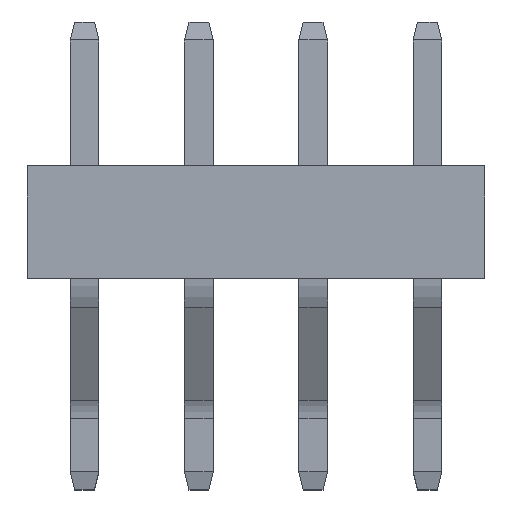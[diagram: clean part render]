
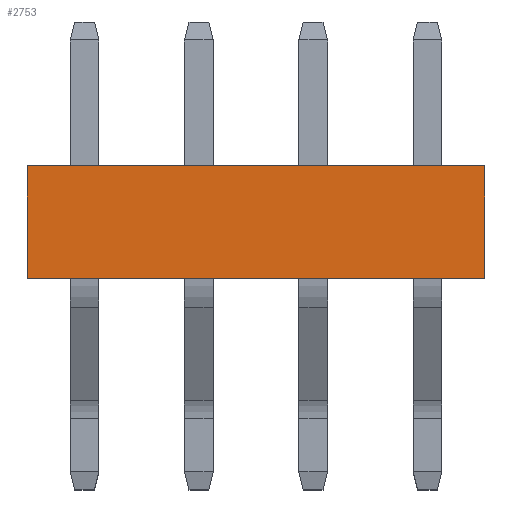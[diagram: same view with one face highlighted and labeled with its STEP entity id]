
A CAD part, top view. The second image highlights one B-rep face of the part: STEP entity #2753.
In plain terms, the highlighted planar face has unit normal (0, 0, 1).
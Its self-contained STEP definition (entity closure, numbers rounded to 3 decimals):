
#1235 = PLANE('',#1236);
#1236 = AXIS2_PLACEMENT_3D('',#1237,#1238,#1239);
#1237 = CARTESIAN_POINT('',(-5.08,-1.25,3.)
  );
#1238 = DIRECTION('',(0.,-1.,0.));
#1239 = DIRECTION('',(0.,0.,-1.));
#1972 = VERTEX_POINT('',#1973);
#1973 = CARTESIAN_POINT('',(5.08,-1.25,3.)
  );
#1987 = PLANE('',#1988);
#1988 = AXIS2_PLACEMENT_3D('',#1989,#1990,#1991);
#1989 = CARTESIAN_POINT('',(5.08,-1.25,
    0.));
#1990 = DIRECTION('',(1.,0.,0.));
#1991 = DIRECTION('',(0.,1.,0.));
#1999 = EDGE_CURVE('',#2000,#1972,#2002,.T.);
#2000 = VERTEX_POINT('',#2001);
#2001 = CARTESIAN_POINT('',(-5.08,-1.25,3.)
  );
#2002 = SURFACE_CURVE('',#2003,(#2007,#2014),.PCURVE_S1.);
#2003 = LINE('',#2004,#2005);
#2004 = CARTESIAN_POINT('',(-5.08,-1.25,3.)
  );
#2005 = VECTOR('',#2006,1.);
#2006 = DIRECTION('',(1.,0.,0.));
#2007 = PCURVE('',#1235,#2008);
#2008 = DEFINITIONAL_REPRESENTATION('',(#2009),#2013);
#2009 = LINE('',#2010,#2011);
#2010 = CARTESIAN_POINT('',(0.,0.));
#2011 = VECTOR('',#2012,1.);
#2012 = DIRECTION('',(0.,1.));
#2013 = ( GEOMETRIC_REPRESENTATION_CONTEXT(2) 
PARAMETRIC_REPRESENTATION_CONTEXT() REPRESENTATION_CONTEXT('2D SPACE',''
  ) );
#2014 = PCURVE('',#2015,#2020);
#2015 = PLANE('',#2016);
#2016 = AXIS2_PLACEMENT_3D('',#2017,#2018,#2019);
#2017 = CARTESIAN_POINT('',(-5.08,-1.25,3.)
  );
#2018 = DIRECTION('',(0.,0.,1.));
#2019 = DIRECTION('',(1.,0.,0.));
#2020 = DEFINITIONAL_REPRESENTATION('',(#2021),#2025);
#2021 = LINE('',#2022,#2023);
#2022 = CARTESIAN_POINT('',(0.,0.));
#2023 = VECTOR('',#2024,1.);
#2024 = DIRECTION('',(1.,0.));
#2025 = ( GEOMETRIC_REPRESENTATION_CONTEXT(2) 
PARAMETRIC_REPRESENTATION_CONTEXT() REPRESENTATION_CONTEXT('2D SPACE',''
  ) );
#2043 = PLANE('',#2044);
#2044 = AXIS2_PLACEMENT_3D('',#2045,#2046,#2047);
#2045 = CARTESIAN_POINT('',(-5.08,-1.25,
    0.));
#2046 = DIRECTION('',(1.,0.,0.));
#2047 = DIRECTION('',(0.,1.,0.));
#2472 = PLANE('',#2473);
#2473 = AXIS2_PLACEMENT_3D('',#2474,#2475,#2476);
#2474 = CARTESIAN_POINT('',(-5.08,1.25,3.)
  );
#2475 = DIRECTION('',(0.,1.,0.));
#2476 = DIRECTION('',(0.,0.,1.));
#2711 = VERTEX_POINT('',#2712);
#2712 = CARTESIAN_POINT('',(5.08,1.25,3.));
#2733 = EDGE_CURVE('',#2711,#1972,#2734,.T.);
#2734 = SURFACE_CURVE('',#2735,(#2739,#2746),.PCURVE_S1.);
#2735 = LINE('',#2736,#2737);
#2736 = CARTESIAN_POINT('',(5.08,-1.25,3.)
  );
#2737 = VECTOR('',#2738,1.);
#2738 = DIRECTION('',(0.,-1.,0.));
#2739 = PCURVE('',#1987,#2740);
#2740 = DEFINITIONAL_REPRESENTATION('',(#2741),#2745);
#2741 = LINE('',#2742,#2743);
#2742 = CARTESIAN_POINT('',(0.,3.));
#2743 = VECTOR('',#2744,1.);
#2744 = DIRECTION('',(-1.,0.));
#2745 = ( GEOMETRIC_REPRESENTATION_CONTEXT(2) 
PARAMETRIC_REPRESENTATION_CONTEXT() REPRESENTATION_CONTEXT('2D SPACE',''
  ) );
#2746 = PCURVE('',#2015,#2747);
#2747 = DEFINITIONAL_REPRESENTATION('',(#2748),#2752);
#2748 = LINE('',#2749,#2750);
#2749 = CARTESIAN_POINT('',(10.16,0.));
#2750 = VECTOR('',#2751,1.);
#2751 = DIRECTION('',(0.,-1.));
#2752 = ( GEOMETRIC_REPRESENTATION_CONTEXT(2) 
PARAMETRIC_REPRESENTATION_CONTEXT() REPRESENTATION_CONTEXT('2D SPACE',''
  ) );
#2753 = ADVANCED_FACE('',(#2754),#2015,.T.);
#2754 = FACE_BOUND('',#2755,.T.);
#2755 = EDGE_LOOP('',(#2756,#2757,#2780,#2801));
#2756 = ORIENTED_EDGE('',*,*,#2733,.F.);
#2757 = ORIENTED_EDGE('',*,*,#2758,.F.);
#2758 = EDGE_CURVE('',#2759,#2711,#2761,.T.);
#2759 = VERTEX_POINT('',#2760);
#2760 = CARTESIAN_POINT('',(-5.08,1.25,3.)
  );
#2761 = SURFACE_CURVE('',#2762,(#2766,#2773),.PCURVE_S1.);
#2762 = LINE('',#2763,#2764);
#2763 = CARTESIAN_POINT('',(-5.08,1.25,3.)
  );
#2764 = VECTOR('',#2765,1.);
#2765 = DIRECTION('',(1.,0.,0.));
#2766 = PCURVE('',#2015,#2767);
#2767 = DEFINITIONAL_REPRESENTATION('',(#2768),#2772);
#2768 = LINE('',#2769,#2770);
#2769 = CARTESIAN_POINT('',(0.,2.5));
#2770 = VECTOR('',#2771,1.);
#2771 = DIRECTION('',(1.,0.));
#2772 = ( GEOMETRIC_REPRESENTATION_CONTEXT(2) 
PARAMETRIC_REPRESENTATION_CONTEXT() REPRESENTATION_CONTEXT('2D SPACE',''
  ) );
#2773 = PCURVE('',#2472,#2774);
#2774 = DEFINITIONAL_REPRESENTATION('',(#2775),#2779);
#2775 = LINE('',#2776,#2777);
#2776 = CARTESIAN_POINT('',(0.,0.));
#2777 = VECTOR('',#2778,1.);
#2778 = DIRECTION('',(0.,1.));
#2779 = ( GEOMETRIC_REPRESENTATION_CONTEXT(2) 
PARAMETRIC_REPRESENTATION_CONTEXT() REPRESENTATION_CONTEXT('2D SPACE',''
  ) );
#2780 = ORIENTED_EDGE('',*,*,#2781,.T.);
#2781 = EDGE_CURVE('',#2759,#2000,#2782,.T.);
#2782 = SURFACE_CURVE('',#2783,(#2787,#2794),.PCURVE_S1.);
#2783 = LINE('',#2784,#2785);
#2784 = CARTESIAN_POINT('',(-5.08,-1.25,3.)
  );
#2785 = VECTOR('',#2786,1.);
#2786 = DIRECTION('',(0.,-1.,0.));
#2787 = PCURVE('',#2015,#2788);
#2788 = DEFINITIONAL_REPRESENTATION('',(#2789),#2793);
#2789 = LINE('',#2790,#2791);
#2790 = CARTESIAN_POINT('',(0.,0.));
#2791 = VECTOR('',#2792,1.);
#2792 = DIRECTION('',(0.,-1.));
#2793 = ( GEOMETRIC_REPRESENTATION_CONTEXT(2) 
PARAMETRIC_REPRESENTATION_CONTEXT() REPRESENTATION_CONTEXT('2D SPACE',''
  ) );
#2794 = PCURVE('',#2043,#2795);
#2795 = DEFINITIONAL_REPRESENTATION('',(#2796),#2800);
#2796 = LINE('',#2797,#2798);
#2797 = CARTESIAN_POINT('',(0.,3.));
#2798 = VECTOR('',#2799,1.);
#2799 = DIRECTION('',(-1.,0.));
#2800 = ( GEOMETRIC_REPRESENTATION_CONTEXT(2) 
PARAMETRIC_REPRESENTATION_CONTEXT() REPRESENTATION_CONTEXT('2D SPACE',''
  ) );
#2801 = ORIENTED_EDGE('',*,*,#1999,.T.);
